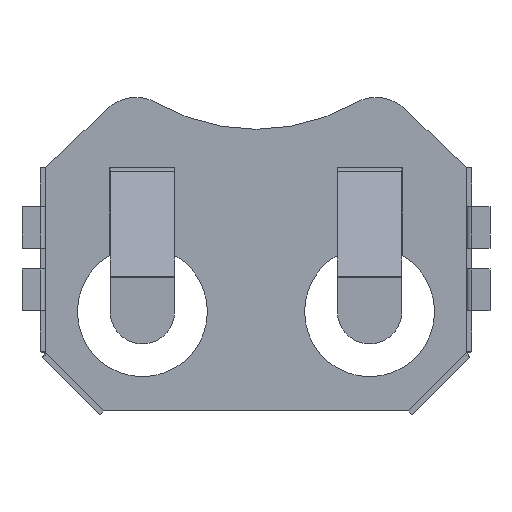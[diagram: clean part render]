
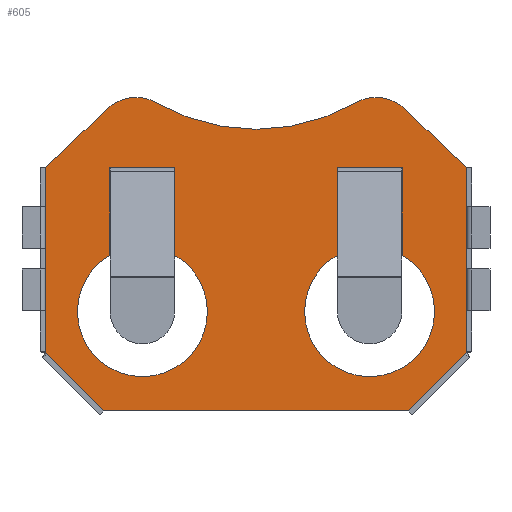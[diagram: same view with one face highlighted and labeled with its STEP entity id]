
A CAD part, front view. The second image highlights one B-rep face of the part: STEP entity #605.
In plain terms, the highlighted planar face has unit normal (0, -1, 0).
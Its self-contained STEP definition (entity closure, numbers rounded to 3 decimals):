
#15=EDGE_CURVE('NONE',#16,#18,#20,.F.);
#16=VERTEX_POINT('NONE',#17);
#17=CARTESIAN_POINT('',(4.854,4.064,7.479));
#18=VERTEX_POINT('NONE',#19);
#19=CARTESIAN_POINT('',(5.863,4.064,7.747));
#20=CIRCLE('',#21,2.032);
#21=AXIS2_PLACEMENT_3D('',#22,#23,#24);
#22=CARTESIAN_POINT('',(5.863,4.064,5.715));
#23=DIRECTION('',(0.0,-1.0,0.0));
#24=DIRECTION('',(0.0,0.0,1.0));
#57=EDGE_CURVE('NONE',#58,#60,#62,.T.);
#58=VERTEX_POINT('NONE',#59);
#59=CARTESIAN_POINT('',(-7.262,4.064,7.189));
#60=VERTEX_POINT('NONE',#61);
#61=CARTESIAN_POINT('',(-5.863,4.064,7.747));
#62=CIRCLE('',#63,2.032);
#63=AXIS2_PLACEMENT_3D('',#64,#65,#66);
#64=CARTESIAN_POINT('',(-5.863,4.064,5.715));
#65=DIRECTION('',(0.0,1.0,0.0));
#66=DIRECTION('',(0.0,0.0,1.0));
#159=VERTEX_POINT('NONE',#160);
#160=CARTESIAN_POINT('',(-3.975,4.064,4.318));
#192=VERTEX_POINT('NONE',#193);
#193=CARTESIAN_POINT('',(-7.124,4.064,4.318));
#409=EDGE_CURVE('NONE',#159,#192,#410,.T.);
#410=LINE('',#411,#412);
#411=CARTESIAN_POINT('',(-3.975,4.064,4.318));
#412=VECTOR('',#413,1.0);
#413=DIRECTION('',(-1.0,0.0,0.));
#498=EDGE_CURVE('NONE',#499,#159,#501,.F.);
#499=VERTEX_POINT('NONE',#500);
#500=CARTESIAN_POINT('',(-3.962,4.064,4.318));
#501=LINE('',#502,#503);
#502=CARTESIAN_POINT('',(-3.962,4.064,4.318));
#503=VECTOR('',#504,1.0);
#504=DIRECTION('',(1.0,0.0,0.0));
#605=ADVANCED_FACE('NONE',(#606,#641,#756),#807,.T.);
#606=FACE_BOUND('NONE',#607,.T.);
#607=EDGE_LOOP('',(#608,#618,#624,#625,#626,#634));
#608=ORIENTED_EDGE('',*,*,#609,.T.);
#609=EDGE_CURVE('NONE',#610,#612,#614,.T.);
#610=VERTEX_POINT('NONE',#611);
#611=CARTESIAN_POINT('',(-7.137,4.064,0.03));
#612=VERTEX_POINT('NONE',#613);
#613=CARTESIAN_POINT('',(-7.137,4.064,4.318));
#614=LINE('',#615,#616);
#615=CARTESIAN_POINT('',(-7.137,4.064,4.318));
#616=VECTOR('',#617,1.0);
#617=DIRECTION('',(0.,0.0,1.0));
#618=ORIENTED_EDGE('',*,*,#619,.T.);
#619=EDGE_CURVE('NONE',#612,#192,#620,.T.);
#620=LINE('',#621,#622);
#621=CARTESIAN_POINT('',(-3.962,4.064,4.318));
#622=VECTOR('',#623,1.0);
#623=DIRECTION('',(1.0,0.0,0.0));
#624=ORIENTED_EDGE('',*,*,#409,.F.);
#625=ORIENTED_EDGE('',*,*,#498,.F.);
#626=ORIENTED_EDGE('',*,*,#627,.T.);
#627=EDGE_CURVE('NONE',#499,#628,#630,.T.);
#628=VERTEX_POINT('NONE',#629);
#629=CARTESIAN_POINT('',(-3.962,4.064,0.03));
#630=LINE('',#631,#632);
#631=CARTESIAN_POINT('',(-3.962,4.064,4.318));
#632=VECTOR('',#633,1.0);
#633=DIRECTION('',(0.,0.0,-1.0));
#634=ORIENTED_EDGE('',*,*,#635,.T.);
#635=EDGE_CURVE('NONE',#628,#610,#636,.T.);
#636=CIRCLE('',#637,3.175);
#637=AXIS2_PLACEMENT_3D('',#638,#639,#640);
#638=CARTESIAN_POINT('',(-5.549,4.064,-2.719));
#639=DIRECTION('',(0.0,1.0,0.0));
#640=DIRECTION('',(0.0,0.0,1.0));
#641=FACE_BOUND('NONE',#642,.T.);
#642=EDGE_LOOP('',(#643,#653,#661,#669,#677,#685,#693,#701,#709,#717,#724,#725,#734,#741,#742,#750));
#643=ORIENTED_EDGE('',*,*,#644,.T.);
#644=EDGE_CURVE('NONE',#645,#647,#649,.T.);
#645=VERTEX_POINT('NONE',#646);
#646=CARTESIAN_POINT('',(-10.287,4.064,-4.659));
#647=VERTEX_POINT('NONE',#648);
#648=CARTESIAN_POINT('',(-10.287,4.064,-4.728));
#649=LINE('',#650,#651);
#650=CARTESIAN_POINT('',(-10.287,4.064,-0.205));
#651=VECTOR('',#652,1.0);
#652=DIRECTION('',(0.,0.0,-1.0));
#653=ORIENTED_EDGE('',*,*,#654,.T.);
#654=EDGE_CURVE('NONE',#647,#655,#657,.T.);
#655=VERTEX_POINT('NONE',#656);
#656=CARTESIAN_POINT('',(-10.238,4.064,-4.777));
#657=LINE('',#658,#659);
#658=CARTESIAN_POINT('',(-8.867,4.064,-6.148));
#659=VECTOR('',#660,1.0);
#660=DIRECTION('',(0.707,0.0,-0.707));
#661=ORIENTED_EDGE('',*,*,#662,.T.);
#662=EDGE_CURVE('NONE',#655,#663,#665,.F.);
#663=VERTEX_POINT('NONE',#664);
#664=CARTESIAN_POINT('',(-7.448,4.064,-7.567));
#665=LINE('',#666,#667);
#666=CARTESIAN_POINT('',(-7.508,4.064,-7.508));
#667=VECTOR('',#668,1.0);
#668=DIRECTION('',(-0.707,0.,0.707));
#669=ORIENTED_EDGE('',*,*,#670,.T.);
#670=EDGE_CURVE('NONE',#663,#671,#673,.F.);
#671=VERTEX_POINT('NONE',#672);
#672=CARTESIAN_POINT('',(7.448,4.064,-7.567));
#673=LINE('',#674,#675);
#674=CARTESIAN_POINT('',(0.0,4.064,-7.567));
#675=VECTOR('',#676,1.0);
#676=DIRECTION('',(-1.0,0.0,0.));
#677=ORIENTED_EDGE('',*,*,#678,.T.);
#678=EDGE_CURVE('NONE',#671,#679,#681,.T.);
#679=VERTEX_POINT('NONE',#680);
#680=CARTESIAN_POINT('',(10.238,4.064,-4.777));
#681=LINE('',#682,#683);
#682=CARTESIAN_POINT('',(7.508,4.064,-7.508));
#683=VECTOR('',#684,1.0);
#684=DIRECTION('',(0.707,0.,0.707));
#685=ORIENTED_EDGE('',*,*,#686,.T.);
#686=EDGE_CURVE('NONE',#679,#687,#689,.F.);
#687=VERTEX_POINT('NONE',#688);
#688=CARTESIAN_POINT('',(10.287,4.064,-4.728));
#689=LINE('',#690,#691);
#690=CARTESIAN_POINT('',(8.867,4.064,-6.148));
#691=VECTOR('',#692,1.0);
#692=DIRECTION('',(-0.707,0.0,-0.707));
#693=ORIENTED_EDGE('',*,*,#694,.T.);
#694=EDGE_CURVE('NONE',#687,#695,#697,.F.);
#695=VERTEX_POINT('NONE',#696);
#696=CARTESIAN_POINT('',(10.287,4.064,-4.659));
#697=LINE('',#698,#699);
#698=CARTESIAN_POINT('',(10.287,4.064,-0.205));
#699=VECTOR('',#700,1.0);
#700=DIRECTION('',(0.,0.0,-1.0));
#701=ORIENTED_EDGE('',*,*,#702,.T.);
#702=EDGE_CURVE('NONE',#695,#703,#705,.T.);
#703=VERTEX_POINT('NONE',#704);
#704=CARTESIAN_POINT('',(10.287,4.064,4.318));
#705=LINE('',#706,#707);
#706=CARTESIAN_POINT('',(10.287,4.064,0.));
#707=VECTOR('',#708,1.0);
#708=DIRECTION('',(0.,0.0,1.0));
#709=ORIENTED_EDGE('',*,*,#710,.T.);
#710=EDGE_CURVE('NONE',#703,#711,#713,.T.);
#711=VERTEX_POINT('NONE',#712);
#712=CARTESIAN_POINT('',(7.262,4.064,7.189));
#713=LINE('',#714,#715);
#714=CARTESIAN_POINT('',(10.287,4.064,4.318));
#715=VECTOR('',#716,1.0);
#716=DIRECTION('',(-0.725,0.0,0.688));
#717=ORIENTED_EDGE('',*,*,#718,.T.);
#718=EDGE_CURVE('NONE',#711,#18,#719,.T.);
#719=CIRCLE('',#720,2.032);
#720=AXIS2_PLACEMENT_3D('',#721,#722,#723);
#721=CARTESIAN_POINT('',(5.863,4.064,5.715));
#722=DIRECTION('',(0.0,-1.0,0.0));
#723=DIRECTION('',(0.0,0.0,1.0));
#724=ORIENTED_EDGE('',*,*,#15,.F.);
#725=ORIENTED_EDGE('',*,*,#726,.T.);
#726=EDGE_CURVE('NONE',#16,#727,#729,.F.);
#727=VERTEX_POINT('NONE',#728);
#728=CARTESIAN_POINT('',(-4.854,4.064,7.479));
#729=CIRCLE('',#730,9.779);
#730=AXIS2_PLACEMENT_3D('',#731,#732,#733);
#731=CARTESIAN_POINT('',(0.,4.064,15.968));
#732=DIRECTION('',(0.0,-1.0,0.0));
#733=DIRECTION('',(0.0,0.0,-1.0));
#734=ORIENTED_EDGE('',*,*,#735,.T.);
#735=EDGE_CURVE('NONE',#727,#60,#736,.F.);
#736=CIRCLE('',#737,2.032);
#737=AXIS2_PLACEMENT_3D('',#738,#739,#740);
#738=CARTESIAN_POINT('',(-5.863,4.064,5.715));
#739=DIRECTION('',(0.0,1.0,0.0));
#740=DIRECTION('',(0.0,0.0,1.0));
#741=ORIENTED_EDGE('',*,*,#57,.F.);
#742=ORIENTED_EDGE('',*,*,#743,.T.);
#743=EDGE_CURVE('NONE',#58,#744,#746,.F.);
#744=VERTEX_POINT('NONE',#745);
#745=CARTESIAN_POINT('',(-10.287,4.064,4.318));
#746=LINE('',#747,#748);
#747=CARTESIAN_POINT('',(-10.287,4.064,4.318));
#748=VECTOR('',#749,1.0);
#749=DIRECTION('',(0.725,0.0,0.688));
#750=ORIENTED_EDGE('',*,*,#751,.T.);
#751=EDGE_CURVE('NONE',#744,#645,#752,.F.);
#752=LINE('',#753,#754);
#753=CARTESIAN_POINT('',(-10.287,4.064,0.));
#754=VECTOR('',#755,1.0);
#755=DIRECTION('',(0.,0.0,1.0));
#756=FACE_BOUND('NONE',#757,.T.);
#757=EDGE_LOOP('',(#758,#768,#777,#785,#793,#801));
#758=ORIENTED_EDGE('',*,*,#759,.T.);
#759=EDGE_CURVE('NONE',#760,#762,#764,.F.);
#760=VERTEX_POINT('NONE',#761);
#761=CARTESIAN_POINT('',(7.137,4.064,4.318));
#762=VERTEX_POINT('NONE',#763);
#763=CARTESIAN_POINT('',(7.137,4.064,0.03));
#764=LINE('',#765,#766);
#765=CARTESIAN_POINT('',(7.137,4.064,4.318));
#766=VECTOR('',#767,1.0);
#767=DIRECTION('',(0.,0.0,1.0));
#768=ORIENTED_EDGE('',*,*,#769,.T.);
#769=EDGE_CURVE('NONE',#762,#770,#772,.F.);
#770=VERTEX_POINT('NONE',#771);
#771=CARTESIAN_POINT('',(3.962,4.064,0.03));
#772=CIRCLE('',#773,3.175);
#773=AXIS2_PLACEMENT_3D('',#774,#775,#776);
#774=CARTESIAN_POINT('',(5.549,4.064,-2.719));
#775=DIRECTION('',(0.0,-1.0,0.0));
#776=DIRECTION('',(0.0,0.0,1.0));
#777=ORIENTED_EDGE('',*,*,#778,.T.);
#778=EDGE_CURVE('NONE',#770,#779,#781,.F.);
#779=VERTEX_POINT('NONE',#780);
#780=CARTESIAN_POINT('',(3.962,4.064,4.318));
#781=LINE('',#782,#783);
#782=CARTESIAN_POINT('',(3.962,4.064,4.318));
#783=VECTOR('',#784,1.0);
#784=DIRECTION('',(0.,0.0,-1.0));
#785=ORIENTED_EDGE('',*,*,#786,.T.);
#786=EDGE_CURVE('NONE',#779,#787,#789,.F.);
#787=VERTEX_POINT('NONE',#788);
#788=CARTESIAN_POINT('',(3.975,4.064,4.318));
#789=LINE('',#790,#791);
#790=CARTESIAN_POINT('',(3.962,4.064,4.318));
#791=VECTOR('',#792,1.0);
#792=DIRECTION('',(-1.0,0.0,0.0));
#793=ORIENTED_EDGE('',*,*,#794,.T.);
#794=EDGE_CURVE('NONE',#787,#795,#797,.T.);
#795=VERTEX_POINT('NONE',#796);
#796=CARTESIAN_POINT('',(7.124,4.064,4.318));
#797=LINE('',#798,#799);
#798=CARTESIAN_POINT('',(3.975,4.064,4.318));
#799=VECTOR('',#800,1.0);
#800=DIRECTION('',(1.0,0.0,0.));
#801=ORIENTED_EDGE('',*,*,#802,.T.);
#802=EDGE_CURVE('NONE',#795,#760,#803,.F.);
#803=LINE('',#804,#805);
#804=CARTESIAN_POINT('',(3.962,4.064,4.318));
#805=VECTOR('',#806,1.0);
#806=DIRECTION('',(-1.0,0.0,0.0));
#807=PLANE('',#808);
#808=AXIS2_PLACEMENT_3D('',#809,#810,#811);
#809=CARTESIAN_POINT('',(0.,4.064,15.968));
#810=DIRECTION('',(0.0,-1.0,0.0));
#811=DIRECTION('',(0.0,0.0,-1.0));
